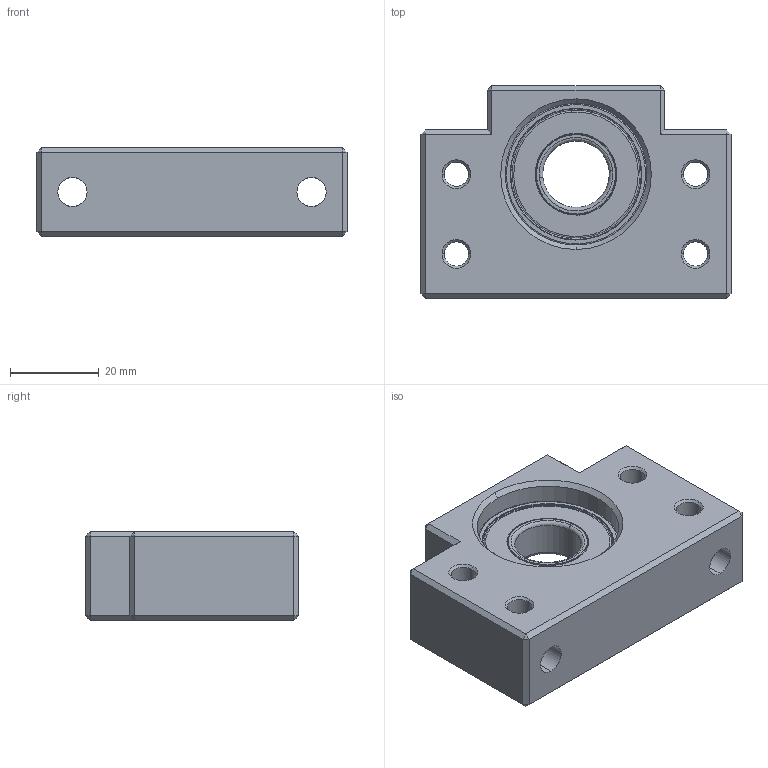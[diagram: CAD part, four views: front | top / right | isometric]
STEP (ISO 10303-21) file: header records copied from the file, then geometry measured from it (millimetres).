
FILE_DESCRIPTION (( 'STEP AP214' ), '1' );
FILE_NAME ('BFN15.step', '2020-09-08T14:34:43', ( '' ), ( '' ), 'SwSTEP 2.0', 'SolidWorks 2020', '' );
FILE_SCHEMA (( 'AUTOMOTIVE_DESIGN' ));
Length unit declared in the file: millimetre
Products named in the file (1): BFN15
Bounding box: 70 x 48 x 20 mm (x, y, z)
Volume: 42716.1 mm3; surface area: 18230.5 mm2
Topology: 5 solids, 5 shells, 202 faces, 452 edges, 258 vertices
Faces by surface type: bspline 62, plane 58, cylinder 54, cone 28
Entity records: 10890 total; most frequent: CARTESIAN_POINT 4355, ORIENTED_EDGE 904, DIRECTION 866, EDGE_CURVE 452, AXIS2_PLACEMENT_3D 345, VERTEX_POINT 258, EDGE_LOOP 230, UNCERTAINTY_MEASURE_WITH_UNIT 209
